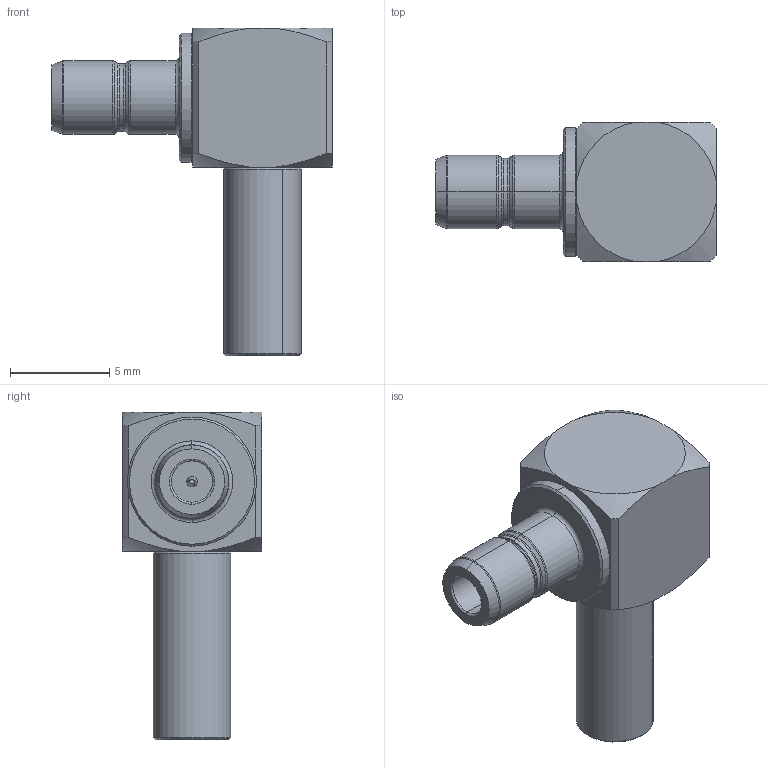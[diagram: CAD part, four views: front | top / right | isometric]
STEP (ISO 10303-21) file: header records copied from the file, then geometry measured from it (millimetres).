
FILE_DESCRIPTION (( 'STEP AP214' ), '1' );
FILE_NAME ('ÑÖÍÊ.434521.038ÑÁ_Âèëêà+äëÿ ïîòðåáèòåëÿ.STEP', '2018-11-30T08:55:03', ( 'User' ), ( '' ), 'SwSTEP 2.0', 'SolidWorks 2016', '' );
FILE_SCHEMA (( 'AUTOMOTIVE_DESIGN' ));
Length unit declared in the file: millimetre
Products named in the file (1): ÑÖÍÊ.434521.038ÑÁ_Âèëêà+äëÿ ïîòðåáèòåëÿ
Bounding box: 14.1 x 7 x 16.5 mm (x, y, z)
Volume: 474.2 mm3; surface area: 689.2 mm2
Topology: 1 solids, 1 shells, 90 faces, 192 edges, 112 vertices
Faces by surface type: cone 34, cylinder 26, torus 16, plane 14
Entity records: 3485 total; most frequent: CARTESIAN_POINT 475, DIRECTION 470, ORIENTED_EDGE 384, AXIS2_PLACEMENT_3D 203, EDGE_CURVE 192, CIRCLE 112, VERTEX_POINT 112, EDGE_LOOP 98
